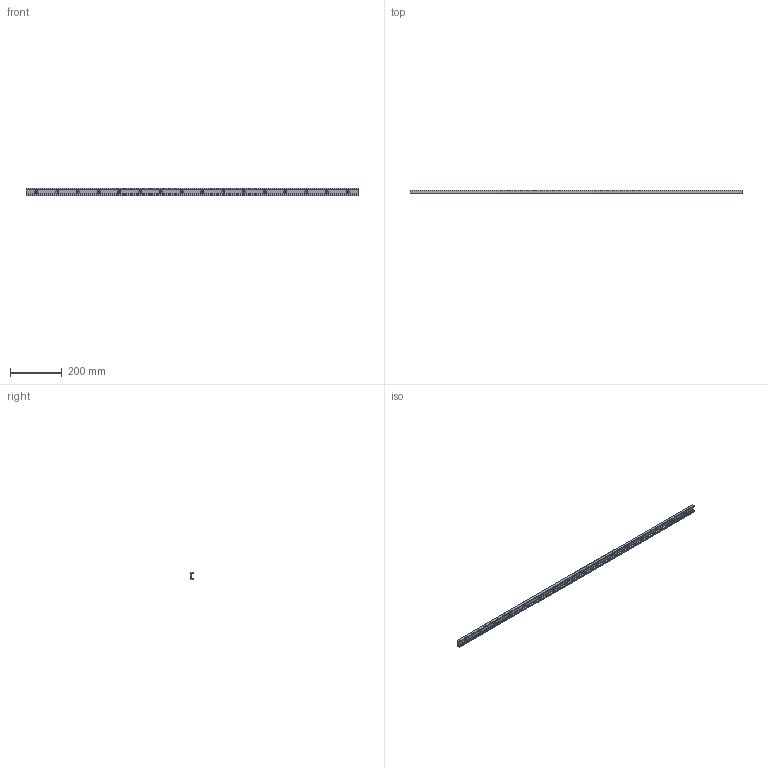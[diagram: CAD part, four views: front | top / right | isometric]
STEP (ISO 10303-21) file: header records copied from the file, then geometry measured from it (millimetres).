
FILE_DESCRIPTION((''),'2;1');
FILE_NAME('LCX 28H-1280.V.stp','2016-04-28T13:25:09',('MRathmann'),(''),'Autodesk Inventor 2012','Autodesk Inventor 2012','');
FILE_SCHEMA(('CONFIG_CONTROL_DESIGN'));
Length unit declared in the file: millimetre
Products named in the file (1): LCX 28H-1280.V
Bounding box: 1280 x 12.3 x 28 mm (x, y, z)
Volume: 208011.3 mm3; surface area: 123509.3 mm2
Topology: 1 solids, 1 shells, 56 faces, 146 edges, 92 vertices
Faces by surface type: cylinder 27, cone 16, plane 13
Full cylindrical faces by diameter (mm): 5.5 x16
Entity records: 1662 total; most frequent: DIRECTION 298, CARTESIAN_POINT 263, ORIENTED_EDGE 228, AXIS2_PLACEMENT_3D 127, EDGE_LOOP 120, EDGE_CURVE 114, VERTEX_POINT 92, CIRCLE 70
